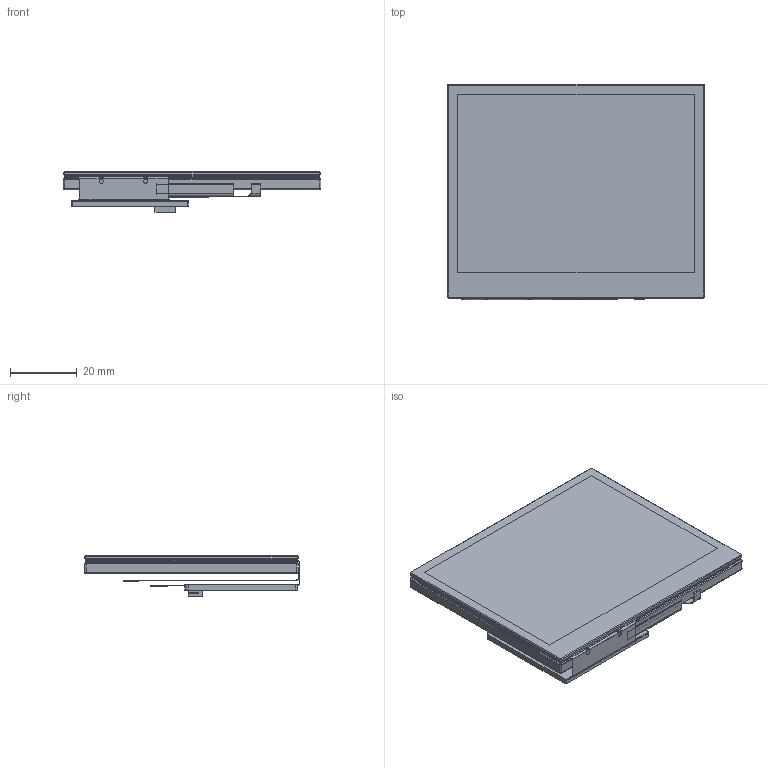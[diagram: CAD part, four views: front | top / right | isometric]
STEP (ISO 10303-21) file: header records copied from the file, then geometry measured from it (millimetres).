
FILE_DESCRIPTION(/* description */ (''),/* implementation_level */ '2;1');
FILE_NAME(/* name */ 'RVT35HHTNWCA0_Rev.1.0.stp',/* time_stamp */ '2021-09-10T13:52:33+02:00',/* author */ ('Mateusz Natywa'),/* organization */ (''),/* preprocessor_version */ 'ST-DEVELOPER v17',/* originating_system */ 'Autodesk Inventor 2019',/* authorisation */ '');
FILE_SCHEMA (('CONFIG_CONTROL_DESIGN'));
Length unit declared in the file: millimetre
Products named in the file (10): RVT35HHTNWC00_Rev.1.0; TFT; DISP; FPC; CTP; CG; SCA; SENSOR; DST_1; FPC_1
Assembly tree (9 placements, depth 3):
  RVT35HHTNWC00_Rev.1.0
    TFT
      DISP
      FPC
    CTP
      CG
      SCA
      SENSOR
      DST_1
      FPC_1
Bounding box: 76.9 x 64.27 x 12.07 mm (x, y, z)
Volume: 26410.2 mm3; surface area: 49001.2 mm2
Topology: 8 solids, 8 shells, 518 faces, 1404 edges, 916 vertices
Faces by surface type: plane 423, cylinder 66, bspline 17, cone 8, torus 4
Entity records: 16864 total; most frequent: CARTESIAN_POINT 3307, ORIENTED_EDGE 2808, DIRECTION 2550, EDGE_CURVE 1404, LINE 1242, VECTOR 1242, VERTEX_POINT 916, AXIS2_PLACEMENT_3D 654
